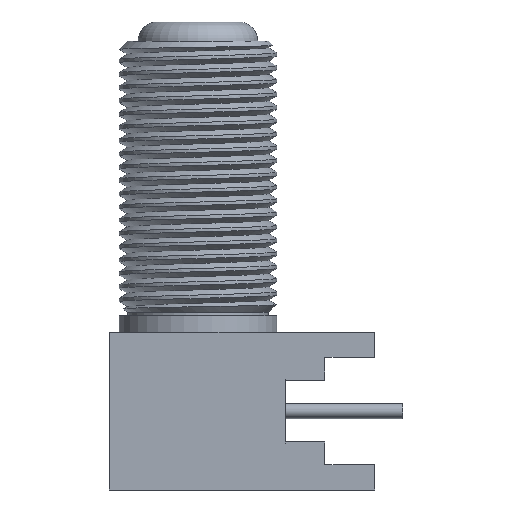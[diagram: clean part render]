
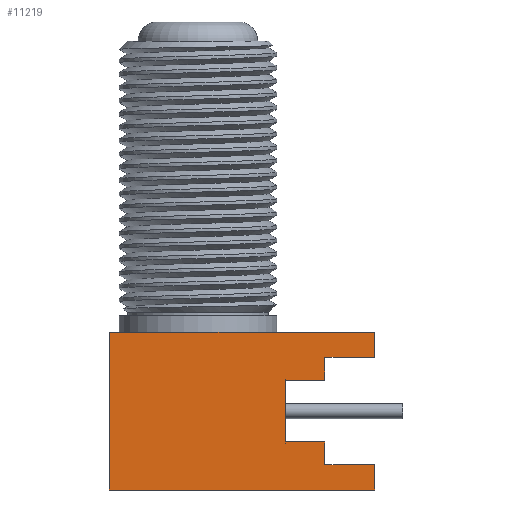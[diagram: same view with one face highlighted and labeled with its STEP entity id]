
A CAD part, left-side view. The second image highlights one B-rep face of the part: STEP entity #11219.
In plain terms, the highlighted planar face has unit normal (-1, 0, 0).
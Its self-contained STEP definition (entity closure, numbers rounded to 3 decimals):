
#3325=DIRECTION('',(0.,-1.,0.));
#3326=VECTOR('',#3325,10.65);
#3327=CARTESIAN_POINT('',(-4.75,-0.2,-18.96));
#3328=LINE('',#3327,#3326);
#3350=DIRECTION('',(0.,-1.,0.));
#3351=VECTOR('',#3350,3.);
#3352=CARTESIAN_POINT('',(-4.75,-7.85,-26.95));
#3353=LINE('',#3352,#3351);
#3358=DIRECTION('',(0.,-1.,0.));
#3359=VECTOR('',#3358,16.);
#3360=CARTESIAN_POINT('',(-4.75,5.15,-28.46));
#3361=LINE('',#3360,#3359);
#3362=DIRECTION('',(0.,0.,-1.));
#3363=VECTOR('',#3362,9.5);
#3364=CARTESIAN_POINT('',(-4.75,5.15,-18.96));
#3365=LINE('',#3364,#3363);
#3366=DIRECTION('',(0.,1.,0.));
#3367=VECTOR('',#3366,5.35);
#3368=CARTESIAN_POINT('',(-4.75,-0.2,-18.96));
#3369=LINE('',#3368,#3367);
#3370=DIRECTION('',(0.,0.,1.));
#3371=VECTOR('',#3370,1.51);
#3372=CARTESIAN_POINT('',(-4.75,-10.85,-20.47));
#3373=LINE('',#3372,#3371);
#3374=DIRECTION('',(0.,0.,1.));
#3375=VECTOR('',#3374,1.51);
#3376=CARTESIAN_POINT('',(-4.75,-10.85,-28.46));
#3377=LINE('',#3376,#3375);
#3405=DIRECTION('',(0.,1.,0.));
#3406=VECTOR('',#3405,3.);
#3407=CARTESIAN_POINT('',(-4.75,-10.85,-20.47));
#3408=LINE('',#3407,#3406);
#3422=DIRECTION('',(0.,0.,-1.));
#3423=VECTOR('',#3422,1.384);
#3424=CARTESIAN_POINT('',(-4.75,-7.85,-20.47));
#3425=LINE('',#3424,#3423);
#3431=DIRECTION('',(0.,1.,0.));
#3432=VECTOR('',#3431,2.4);
#3433=CARTESIAN_POINT('',(-4.75,-7.85,-21.853));
#3434=LINE('',#3433,#3432);
#3459=DIRECTION('',(0.,0.,-1.));
#3460=VECTOR('',#3459,3.713);
#3461=CARTESIAN_POINT('',(-4.75,-5.45,-21.853));
#3462=LINE('',#3461,#3460);
#3551=DIRECTION('',(0.,-1.,0.));
#3552=VECTOR('',#3551,2.4);
#3553=CARTESIAN_POINT('',(-4.75,-5.45,-25.567));
#3554=LINE('',#3553,#3552);
#3564=DIRECTION('',(0.,0.,-1.));
#3565=VECTOR('',#3564,1.384);
#3566=CARTESIAN_POINT('',(-4.75,-7.85,-25.567));
#3567=LINE('',#3566,#3565);
#3703=CARTESIAN_POINT('',(-4.75,-10.85,-20.47));
#3705=VERTEX_POINT('',#3703);
#3707=CARTESIAN_POINT('',(-4.75,-10.85,-18.96));
#3708=VERTEX_POINT('',#3707);
#3721=CARTESIAN_POINT('',(-4.75,5.15,-28.46));
#3722=CARTESIAN_POINT('',(-4.75,-10.85,-28.46));
#3723=VERTEX_POINT('',#3721);
#3724=VERTEX_POINT('',#3722);
#3725=CARTESIAN_POINT('',(-4.75,-10.85,-26.95));
#3726=VERTEX_POINT('',#3725);
#3727=CARTESIAN_POINT('',(-4.75,-7.85,-26.95));
#3728=VERTEX_POINT('',#3727);
#3729=CARTESIAN_POINT('',(-4.75,-7.85,-25.567));
#3730=VERTEX_POINT('',#3729);
#3731=CARTESIAN_POINT('',(-4.75,-5.45,-25.567));
#3732=VERTEX_POINT('',#3731);
#3733=CARTESIAN_POINT('',(-4.75,-5.45,-21.853));
#3734=VERTEX_POINT('',#3733);
#3735=CARTESIAN_POINT('',(-4.75,-7.85,-21.853));
#3736=VERTEX_POINT('',#3735);
#3737=CARTESIAN_POINT('',(-4.75,-7.85,-20.47));
#3738=VERTEX_POINT('',#3737);
#3739=CARTESIAN_POINT('',(-4.75,-0.2,-18.96));
#3740=VERTEX_POINT('',#3739);
#3741=CARTESIAN_POINT('',(-4.75,5.15,-18.96));
#3742=VERTEX_POINT('',#3741);
#11191=CARTESIAN_POINT('',(-4.75,0.,0.));
#11192=DIRECTION('',(1.,0.,0.));
#11193=DIRECTION('',(0.,0.,1.));
#11194=AXIS2_PLACEMENT_3D('',#11191,#11192,#11193);
#11195=PLANE('',#11194);
#11196=ORIENTED_EDGE('',*,*,#11159,.F.);
#11197=ORIENTED_EDGE('',*,*,#11129,.F.);
#11199=ORIENTED_EDGE('',*,*,#11198,.F.);
#11200=ORIENTED_EDGE('',*,*,#11081,.T.);
#11202=ORIENTED_EDGE('',*,*,#11201,.F.);
#11204=ORIENTED_EDGE('',*,*,#11203,.T.);
#11206=ORIENTED_EDGE('',*,*,#11205,.T.);
#11208=ORIENTED_EDGE('',*,*,#11207,.T.);
#11210=ORIENTED_EDGE('',*,*,#11209,.T.);
#11212=ORIENTED_EDGE('',*,*,#11211,.T.);
#11214=ORIENTED_EDGE('',*,*,#11213,.T.);
#11215=ORIENTED_EDGE('',*,*,#11183,.T.);
#11216=ORIENTED_EDGE('',*,*,#11172,.F.);
#11217=EDGE_LOOP('',(#11196,#11197,#11199,#11200,#11202,#11204,#11206,#11208,
#11210,#11212,#11214,#11215,#11216));
#11218=FACE_OUTER_BOUND('',#11217,.F.);
#11219=ADVANCED_FACE('',(#11218),#11195,.F.);
#11081=EDGE_CURVE('',#3740,#3708,#3328,.T.);
#11129=EDGE_CURVE('',#3742,#3723,#3365,.T.);
#11159=EDGE_CURVE('',#3723,#3724,#3361,.T.);
#11172=EDGE_CURVE('',#3724,#3726,#3377,.T.);
#11183=EDGE_CURVE('',#3728,#3726,#3353,.T.);
#11198=EDGE_CURVE('',#3740,#3742,#3369,.T.);
#11201=EDGE_CURVE('',#3705,#3708,#3373,.T.);
#11203=EDGE_CURVE('',#3705,#3738,#3408,.T.);
#11205=EDGE_CURVE('',#3738,#3736,#3425,.T.);
#11207=EDGE_CURVE('',#3736,#3734,#3434,.T.);
#11209=EDGE_CURVE('',#3734,#3732,#3462,.T.);
#11211=EDGE_CURVE('',#3732,#3730,#3554,.T.);
#11213=EDGE_CURVE('',#3730,#3728,#3567,.T.);
